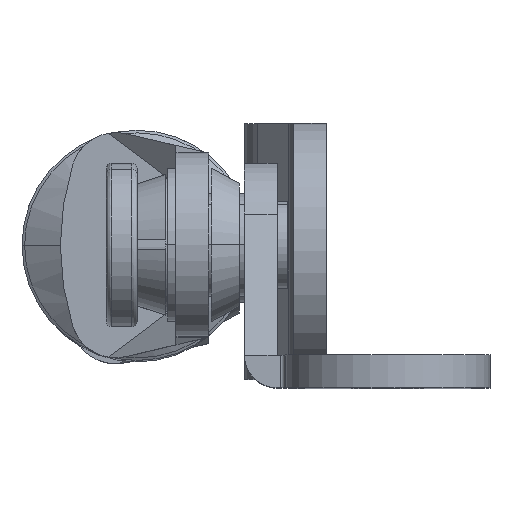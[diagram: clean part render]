
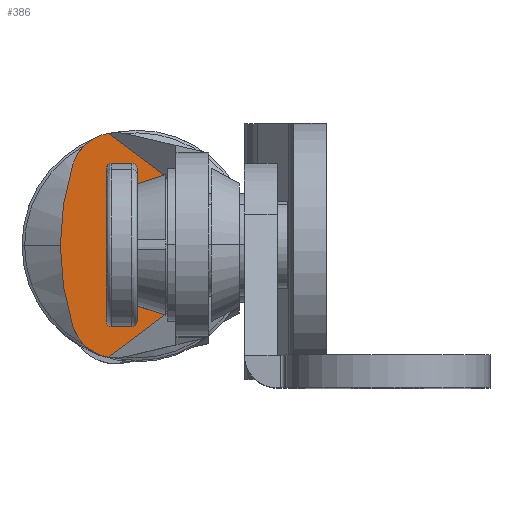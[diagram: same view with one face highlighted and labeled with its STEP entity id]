
A CAD part, top view. The second image highlights one B-rep face of the part: STEP entity #386.
In plain terms, the highlighted planar face has unit normal (0, 0, 1).
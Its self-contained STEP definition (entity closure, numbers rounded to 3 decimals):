
#386=ADVANCED_FACE('',(#1551),#1550,.F.);
#1550=PLANE('',#2951);
#1551=FACE_OUTER_BOUND('',#2952,.T.);
#2948=CARTESIAN_POINT('',(5.058,-13.136,92.2));
#2949=DIRECTION('',(0.,0.,-1.));
#2950=DIRECTION('',(-1.,0.,0.));
#2951=AXIS2_PLACEMENT_3D('',#2948,#2949,#2950);
#2952=EDGE_LOOP('',(#3967,#3968,#3969,#3970,#3971,#3972));
#3967=ORIENTED_EDGE('',*,*,#4569,.F.);
#3968=ORIENTED_EDGE('',*,*,#4568,.F.);
#3969=ORIENTED_EDGE('',*,*,#4570,.F.);
#3970=ORIENTED_EDGE('',*,*,#4562,.F.);
#3971=ORIENTED_EDGE('',*,*,#4571,.F.);
#3972=ORIENTED_EDGE('',*,*,#4572,.F.);
#4562=EDGE_CURVE('',#6549,#6557,#6558,.T.);
#4568=EDGE_CURVE('',#6592,#6578,#6599,.T.);
#4569=EDGE_CURVE('',#6578,#6605,#6606,.T.);
#4570=EDGE_CURVE('',#6557,#6592,#6612,.T.);
#4571=EDGE_CURVE('',#6618,#6549,#6619,.T.);
#4572=EDGE_CURVE('',#6605,#6618,#6625,.T.);
#6549=VERTEX_POINT('',#8717);
#6557=VERTEX_POINT('',#8722);
#6558=LINE('',#8723,#8724);
#6578=VERTEX_POINT('',#8734);
#6592=VERTEX_POINT('',#8742);
#6599=LINE('',#8746,#8747);
#6605=VERTEX_POINT('',#8749);
#6606=CIRCLE('',#8753,4.397);
#6612=LINE('',#8754,#8755);
#6618=VERTEX_POINT('',#8757);
#6619=CIRCLE('',#8761,4.397);
#6625=CIRCLE('',#8765,26.323);
#8717=CARTESIAN_POINT('',(-2.766,10.947,92.2));
#8722=CARTESIAN_POINT('',(3.8,6.,92.2));
#8723=CARTESIAN_POINT('',(-2.766,10.947,92.2));
#8724=VECTOR('',#8725,8.221);
#8725=DIRECTION('',(0.799,-0.602,0.));
#8734=CARTESIAN_POINT('',(-2.766,-10.947,92.2));
#8742=CARTESIAN_POINT('',(3.8,-6.,92.2));
#8746=CARTESIAN_POINT('',(3.8,-6.,92.2));
#8747=VECTOR('',#8748,8.221);
#8748=DIRECTION('',(-0.799,-0.602,0.));
#8749=CARTESIAN_POINT('',(-6.278,-7.927,92.2));
#8750=CARTESIAN_POINT('',(-2.085,-6.603,92.2));
#8751=DIRECTION('',(0.,0.,-1.));
#8752=DIRECTION('',(1.,0.,0.));
#8753=AXIS2_PLACEMENT_3D('',#8750,#8751,#8752);
#8754=CARTESIAN_POINT('',(3.8,6.,92.2));
#8755=VECTOR('',#8756,12.);
#8756=DIRECTION('',(0.,-1.,0.));
#8757=CARTESIAN_POINT('',(-6.278,7.927,92.2));
#8758=CARTESIAN_POINT('',(-2.085,6.603,92.2));
#8759=DIRECTION('',(0.,0.,-1.));
#8760=DIRECTION('',(1.,0.,0.));
#8761=AXIS2_PLACEMENT_3D('',#8758,#8759,#8760);
#8762=CARTESIAN_POINT('',(18.823,0.,92.2));
#8763=DIRECTION('',(0.,0.,-1.));
#8764=DIRECTION('',(1.,0.,0.));
#8765=AXIS2_PLACEMENT_3D('',#8762,#8763,#8764);
